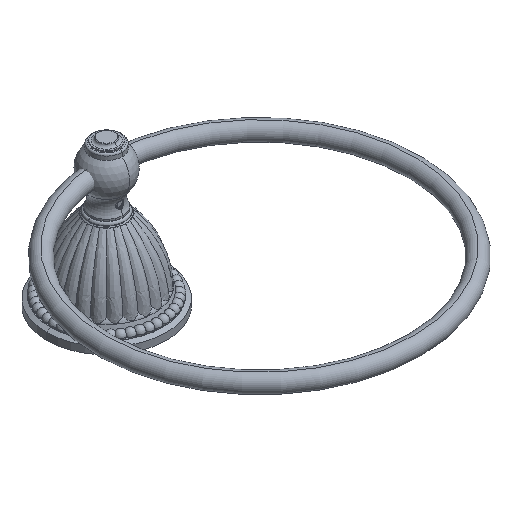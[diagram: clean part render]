
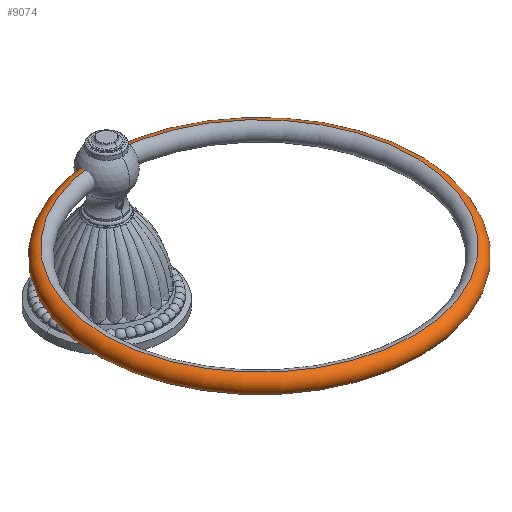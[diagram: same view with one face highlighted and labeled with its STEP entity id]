
A CAD part, isometric view. The second image highlights one B-rep face of the part: STEP entity #9074.
In plain terms, the highlighted toroidal (fillet/blend) face has major radius 84.138 mm and minor radius 4.763 mm.
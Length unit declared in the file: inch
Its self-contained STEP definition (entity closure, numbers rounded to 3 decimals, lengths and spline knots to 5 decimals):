
#9021=CARTESIAN_POINT('',(-0.1156,0.03798,
2.55849));
#9022=DIRECTION('',(0.999,0.035,0.));
#9023=DIRECTION('',(0.,0.,-1.));
#9024=AXIS2_PLACEMENT_3D('',#9021,#9022,#9023);
#9026=CARTESIAN_POINT('',(0.1156,0.03798,
2.55849));
#9027=DIRECTION('',(-0.999,0.035,0.));
#9028=DIRECTION('',(0.,0.,1.));
#9029=AXIS2_PLACEMENT_3D('',#9026,#9027,#9028);
#9031=CARTESIAN_POINT('',(0.,-3.2725,2.74599));
#9032=DIRECTION('',(0.,0.,-1.));
#9033=DIRECTION('',(0.035,0.999,0.));
#9034=AXIS2_PLACEMENT_3D('',#9031,#9032,#9033);
#9041=CARTESIAN_POINT('',(0.,-3.2725,2.37099));
#9042=DIRECTION('',(0.,0.,1.));
#9043=DIRECTION('',(-0.035,0.999,0.));
#9044=AXIS2_PLACEMENT_3D('',#9041,#9042,#9043);
#9051=CARTESIAN_POINT('',(0.1156,0.03798,
2.74599));
#9052=CARTESIAN_POINT('',(0.1156,0.03798,
2.37099));
#9053=VERTEX_POINT('',#9051);
#9054=VERTEX_POINT('',#9052);
#9055=CARTESIAN_POINT('',(-0.1156,0.03798,
2.37099));
#9056=CARTESIAN_POINT('',(-0.1156,0.03798,
2.74599));
#9057=VERTEX_POINT('',#9055);
#9058=VERTEX_POINT('',#9056);
#9059=CARTESIAN_POINT('',(0.,-3.2725,2.55849));
#9060=DIRECTION('',(0.,0.,-1.));
#9061=DIRECTION('',(0.,-1.,0.));
#9062=AXIS2_PLACEMENT_3D('',#9059,#9060,#9061);
#9063=TOROIDAL_SURFACE('',#9062,3.3125,0.1875);
#9065=ORIENTED_EDGE('',*,*,#9064,.F.);
#9067=ORIENTED_EDGE('',*,*,#9066,.T.);
#9069=ORIENTED_EDGE('',*,*,#9068,.F.);
#9071=ORIENTED_EDGE('',*,*,#9070,.T.);
#9072=EDGE_LOOP('',(#9065,#9067,#9069,#9071));
#9073=FACE_OUTER_BOUND('',#9072,.F.);
#9074=ADVANCED_FACE('',(#9073),#9063,.T.);
#9025=CIRCLE('',#9024,0.1875);
#9030=CIRCLE('',#9029,0.1875);
#9035=CIRCLE('',#9034,3.3125);
#9045=CIRCLE('',#9044,3.3125);
#9064=EDGE_CURVE('',#9057,#9054,#9045,.T.);
#9066=EDGE_CURVE('',#9057,#9058,#9025,.T.);
#9068=EDGE_CURVE('',#9053,#9058,#9035,.T.);
#9070=EDGE_CURVE('',#9053,#9054,#9030,.T.);
